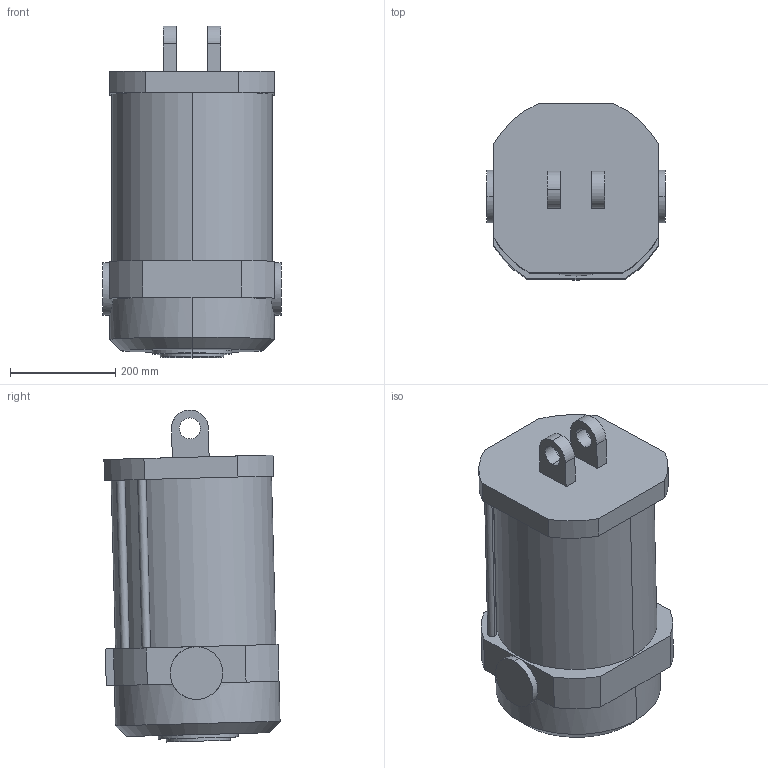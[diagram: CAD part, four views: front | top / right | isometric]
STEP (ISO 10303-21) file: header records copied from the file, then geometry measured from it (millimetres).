
FILE_DESCRIPTION (( 'STEP AP203' ), '1' );
FILE_NAME ('430-balancer_Default_sldprt.STEP', '2021-08-15T18:12:24', ( '' ), ( '' ), 'SwSTEP 2.0', 'SolidWorks 2021', '' );
FILE_SCHEMA (( 'CONFIG_CONTROL_DESIGN' ));
Length unit declared in the file: millimetre
Products named in the file (1): 430-balancer_Default_sldprt
Bounding box: 339 x 334.86 x 631.14 mm (x, y, z)
Volume: 41641487.2 mm3; surface area: 846115 mm2
Topology: 1 solids, 1 shells, 74 faces, 189 edges, 124 vertices
Faces by surface type: cylinder 38, plane 34, cone 2
Entity records: 2468 total; most frequent: CARTESIAN_POINT 496, DIRECTION 417, ORIENTED_EDGE 378, EDGE_CURVE 189, AXIS2_PLACEMENT_3D 157, VERTEX_POINT 124, LINE 103, VECTOR 103
